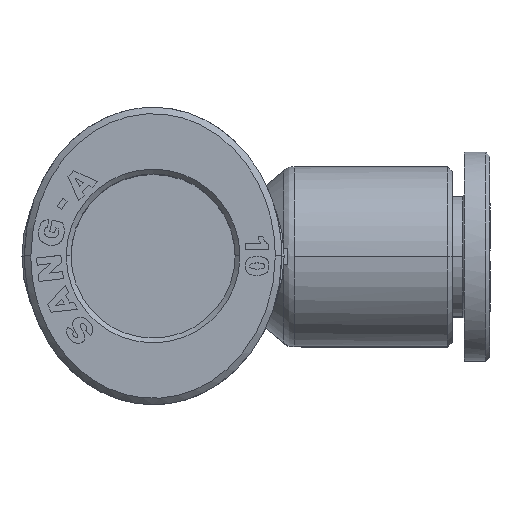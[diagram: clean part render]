
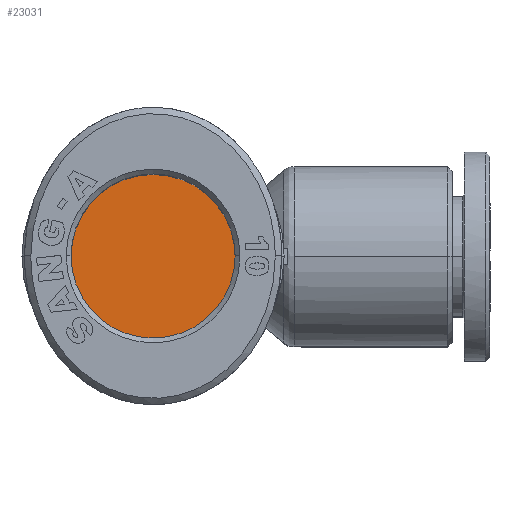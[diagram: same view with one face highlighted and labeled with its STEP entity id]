
A CAD part, top view. The second image highlights one B-rep face of the part: STEP entity #23031.
In plain terms, the highlighted face is planar.
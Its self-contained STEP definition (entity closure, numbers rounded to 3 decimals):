
#3783 = ORIENTED_EDGE ( 'NONE', *, *, #5526, .T. ) ;
#4181 = DIRECTION ( 'NONE',  ( 0., 0., -1. ) ) ;
#5439 = VERTEX_POINT ( 'NONE', #36119 ) ;
#5526 = EDGE_CURVE ( 'NONE', #6131, #5439, #7751, .T. ) ;
#6131 = VERTEX_POINT ( 'NONE', #36067 ) ;
#7258 = DIRECTION ( 'NONE',  ( -1., 0., 0. ) ) ;
#7751 = CIRCLE ( 'NONE', #14028, 5.1 ) ;
#7997 = ORIENTED_EDGE ( 'NONE', *, *, #18822, .T. ) ;
#12183 = EDGE_LOOP ( 'NONE', ( #3783, #7997 ) ) ;
#14028 = AXIS2_PLACEMENT_3D ( 'NONE', #19826, #23023, #27135 ) ;
#15534 = AXIS2_PLACEMENT_3D ( 'NONE', #33109, #36326, #23504 ) ;
#18822 = EDGE_CURVE ( 'NONE', #5439, #6131, #36455, .T. ) ;
#19782 = CARTESIAN_POINT ( 'NONE',  ( -4.6, 0., -1.4 ) ) ;
#19826 = CARTESIAN_POINT ( 'NONE',  ( -4.6, 0., -1.4 ) ) ;
#20142 = AXIS2_PLACEMENT_3D ( 'NONE', #19782, #7258, #4181 ) ;
#20452 = PLANE ( 'NONE',  #15534 ) ;
#23023 = DIRECTION ( 'NONE',  ( -1., 0., 0. ) ) ;
#23031 = ADVANCED_FACE ( 'NONE', ( #34397 ), #20452, .F. ) ;
#23504 = DIRECTION ( 'NONE',  ( 0., 0., -1. ) ) ;
#27135 = DIRECTION ( 'NONE',  ( 0., 0., -1. ) ) ;
#33109 = CARTESIAN_POINT ( 'NONE',  ( -4.6, 0., -1.4 ) ) ;
#34397 = FACE_OUTER_BOUND ( 'NONE', #12183, .T. ) ;
#36067 = CARTESIAN_POINT ( 'NONE',  ( -4.6, 0., -6.5 ) ) ;
#36119 = CARTESIAN_POINT ( 'NONE',  ( -4.6, 0., 3.7 ) ) ;
#36326 = DIRECTION ( 'NONE',  ( 1., 0., 0. ) ) ;
#36455 = CIRCLE ( 'NONE', #20142, 5.1 ) ;
